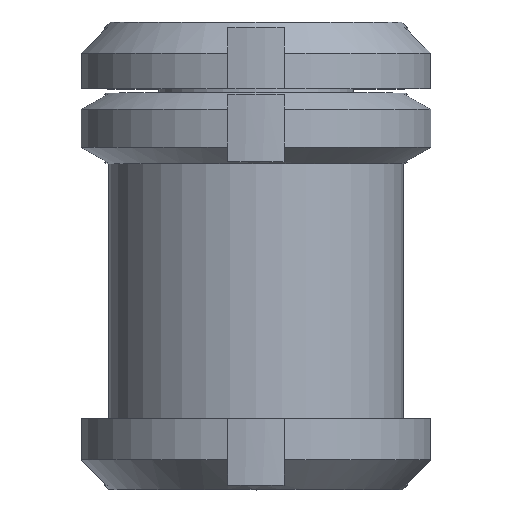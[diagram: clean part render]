
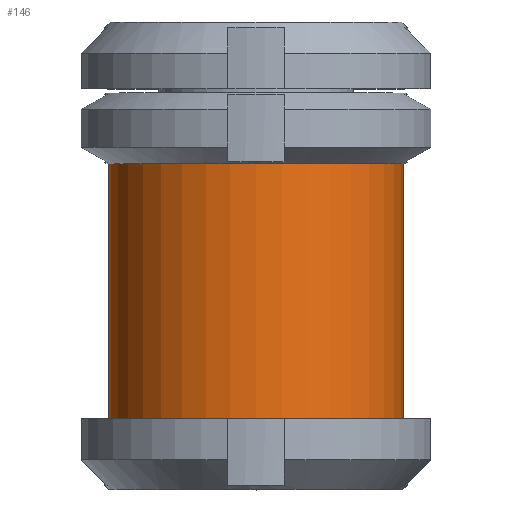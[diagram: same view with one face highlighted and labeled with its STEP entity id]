
A CAD part, top view. The second image highlights one B-rep face of the part: STEP entity #146.
In plain terms, the highlighted cylindrical face has radius 10.401 mm (diameter 20.802 mm), a full revolution.
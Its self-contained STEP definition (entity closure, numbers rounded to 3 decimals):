
#146 = ADVANCED_FACE( '', ( #340, #341 ), #342, .T. );
#340 = FACE_OUTER_BOUND( '', #579, .T. );
#341 = FACE_OUTER_BOUND( '', #580, .T. );
#342 = CYLINDRICAL_SURFACE( '', #581, 10.401 );
#579 = EDGE_LOOP( '', ( #969 ) );
#580 = EDGE_LOOP( '', ( #970 ) );
#581 = AXIS2_PLACEMENT_3D( '', #971, #972, #973 );
#969 = ORIENTED_EDGE( '', *, *, #1465, .T. );
#970 = ORIENTED_EDGE( '', *, *, #1439, .F. );
#971 = CARTESIAN_POINT( '', ( 0., 0., 0. ) );
#972 = DIRECTION( '', ( 0., 1., 0. ) );
#973 = DIRECTION( '', ( 0., 0., -1. ) );
#1439 = EDGE_CURVE( '', #1751, #1751, #1752, .T. );
#1465 = EDGE_CURVE( '', #1789, #1789, #1790, .T. );
#1751 = VERTEX_POINT( '', #2198 );
#1752 = CIRCLE( '', #2199, 10.401 );
#1789 = VERTEX_POINT( '', #2250 );
#1790 = CIRCLE( '', #2251, 10.401 );
#2198 = CARTESIAN_POINT( '', ( 0., 5., -10.401 ) );
#2199 = AXIS2_PLACEMENT_3D( '', #2564, #2565, #2566 );
#2250 = CARTESIAN_POINT( '', ( 0., 23.01, -10.401 ) );
#2251 = AXIS2_PLACEMENT_3D( '', #2599, #2600, #2601 );
#2564 = CARTESIAN_POINT( '', ( 0., 5., 0. ) );
#2565 = DIRECTION( '', ( 0., -1., 0. ) );
#2566 = DIRECTION( '', ( 0., 0., -1. ) );
#2599 = CARTESIAN_POINT( '', ( 0., 23.01, 0. ) );
#2600 = DIRECTION( '', ( 0., -1., 0. ) );
#2601 = DIRECTION( '', ( 0., 0., -1. ) );
